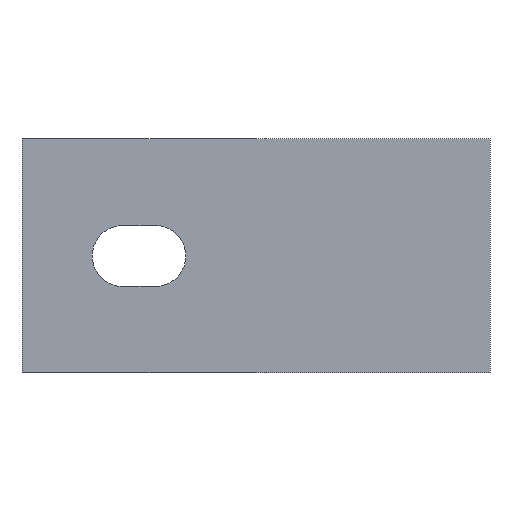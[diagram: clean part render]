
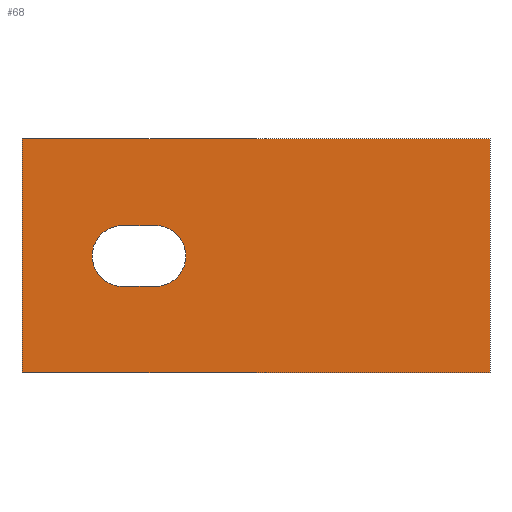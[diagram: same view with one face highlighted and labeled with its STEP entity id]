
A CAD part, left-side view. The second image highlights one B-rep face of the part: STEP entity #68.
In plain terms, the highlighted planar face has unit normal (-1, 0, 0).
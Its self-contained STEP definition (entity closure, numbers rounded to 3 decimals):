
#15=FACE_BOUND('',#177,.T.);
#68=ADVANCED_FACE('',(#122,#15),#786,.T.);
#122=FACE_OUTER_BOUND('',#176,.T.);
#176=EDGE_LOOP('',(#380,#381,#382,#383));
#177=EDGE_LOOP('',(#384,#385,#386,#387));
#380=ORIENTED_EDGE('',*,*,#524,.T.);
#381=ORIENTED_EDGE('',*,*,#527,.T.);
#382=ORIENTED_EDGE('',*,*,#526,.T.);
#383=ORIENTED_EDGE('',*,*,#525,.T.);
#384=ORIENTED_EDGE('',*,*,#528,.T.);
#385=ORIENTED_EDGE('',*,*,#534,.T.);
#386=ORIENTED_EDGE('',*,*,#535,.T.);
#387=ORIENTED_EDGE('',*,*,#539,.T.);
#524=EDGE_CURVE('',#724,#728,#648,.T.);
#525=EDGE_CURVE('',#726,#724,#649,.T.);
#526=EDGE_CURVE('',#727,#726,#650,.T.);
#527=EDGE_CURVE('',#728,#727,#651,.T.);
#528=EDGE_CURVE('',#725,#729,#652,.T.);
#534=EDGE_CURVE('',#729,#732,#563,.T.);
#535=EDGE_CURVE('',#732,#734,#657,.T.);
#539=EDGE_CURVE('',#734,#725,#565,.T.);
#563=(
BOUNDED_CURVE()
B_SPLINE_CURVE(2,(#1709,#1710,#1711,#1712,#1713),.UNSPECIFIED.,.F.,.F.)
B_SPLINE_CURVE_WITH_KNOTS((3,2,3),(-20.42,-10.21,
0.),.UNSPECIFIED.)
CURVE()
GEOMETRIC_REPRESENTATION_ITEM()
RATIONAL_B_SPLINE_CURVE((1.,0.707,1.,0.707,1.))
REPRESENTATION_ITEM('')
);
#565=(
BOUNDED_CURVE()
B_SPLINE_CURVE(2,(#1725,#1726,#1727,#1728,#1729),.UNSPECIFIED.,.F.,.F.)
B_SPLINE_CURVE_WITH_KNOTS((3,2,3),(-20.42,-10.21,
0.),.UNSPECIFIED.)
CURVE()
GEOMETRIC_REPRESENTATION_ITEM()
RATIONAL_B_SPLINE_CURVE((1.,0.707,1.,0.707,1.))
REPRESENTATION_ITEM('')
);
#648=B_SPLINE_CURVE_WITH_KNOTS('',1,(#1686,#1687),.UNSPECIFIED.,.F.,.F.,
(2,2),(100.,150.),.UNSPECIFIED.);
#649=B_SPLINE_CURVE_WITH_KNOTS('',1,(#1688,#1689),.UNSPECIFIED.,.F.,.F.,
(2,2),(300.,400.),.UNSPECIFIED.);
#650=B_SPLINE_CURVE_WITH_KNOTS('',1,(#1690,#1691),.UNSPECIFIED.,.F.,.F.,
(2,2),(250.,300.),.UNSPECIFIED.);
#651=B_SPLINE_CURVE_WITH_KNOTS('',1,(#1692,#1693),.UNSPECIFIED.,.F.,.F.,
(2,2),(150.,250.),.UNSPECIFIED.);
#652=B_SPLINE_CURVE_WITH_KNOTS('',1,(#1694,#1695),.UNSPECIFIED.,.F.,.F.,
(2,2),(-7.,0.),.UNSPECIFIED.);
#657=B_SPLINE_CURVE_WITH_KNOTS('',1,(#1714,#1715),.UNSPECIFIED.,.F.,.F.,
(2,2),(-7.,0.),.UNSPECIFIED.);
#724=VERTEX_POINT('',#1670);
#725=VERTEX_POINT('',#1671);
#726=VERTEX_POINT('',#1672);
#727=VERTEX_POINT('',#1673);
#728=VERTEX_POINT('',#1674);
#729=VERTEX_POINT('',#1675);
#732=VERTEX_POINT('',#1678);
#734=VERTEX_POINT('',#1680);
#786=PLANE('',#1002);
#1002=AXIS2_PLACEMENT_3D('',#1626,#1047,$);
#1047=DIRECTION('',(-1.,0.,0.));
#1626=CARTESIAN_POINT('',(0.,0.,25.));
#1670=CARTESIAN_POINT('',(0.,100.,25.));
#1671=CARTESIAN_POINT('',(0.,78.5,6.5));
#1672=CARTESIAN_POINT('',(0.,0.,25.));
#1673=CARTESIAN_POINT('',(0.,0.,-25.));
#1674=CARTESIAN_POINT('',(0.,100.,-25.));
#1675=CARTESIAN_POINT('',(0.,71.5,6.5));
#1678=CARTESIAN_POINT('',(0.,71.5,-6.5));
#1680=CARTESIAN_POINT('',(0.,78.5,-6.5));
#1686=CARTESIAN_POINT('',(0.,100.,25.));
#1687=CARTESIAN_POINT('',(0.,100.,-25.));
#1688=CARTESIAN_POINT('',(0.,0.,25.));
#1689=CARTESIAN_POINT('',(0.,100.,25.));
#1690=CARTESIAN_POINT('',(0.,0.,-25.));
#1691=CARTESIAN_POINT('',(0.,0.,25.));
#1692=CARTESIAN_POINT('',(0.,100.,-25.));
#1693=CARTESIAN_POINT('',(0.,0.,-25.));
#1694=CARTESIAN_POINT('',(0.,78.5,6.5));
#1695=CARTESIAN_POINT('',(0.,71.5,6.5));
#1709=CARTESIAN_POINT('',(0.,71.5,6.5));
#1710=CARTESIAN_POINT('',(0.,65.,6.5));
#1711=CARTESIAN_POINT('',(0.,65.,0.));
#1712=CARTESIAN_POINT('',(0.,65.,-6.5));
#1713=CARTESIAN_POINT('',(0.,71.5,-6.5));
#1714=CARTESIAN_POINT('',(0.,71.5,-6.5));
#1715=CARTESIAN_POINT('',(0.,78.5,-6.5));
#1725=CARTESIAN_POINT('',(0.,78.5,-6.5));
#1726=CARTESIAN_POINT('',(0.,85.,-6.5));
#1727=CARTESIAN_POINT('',(0.,85.,0.));
#1728=CARTESIAN_POINT('',(0.,85.,6.5));
#1729=CARTESIAN_POINT('',(0.,78.5,6.5));
